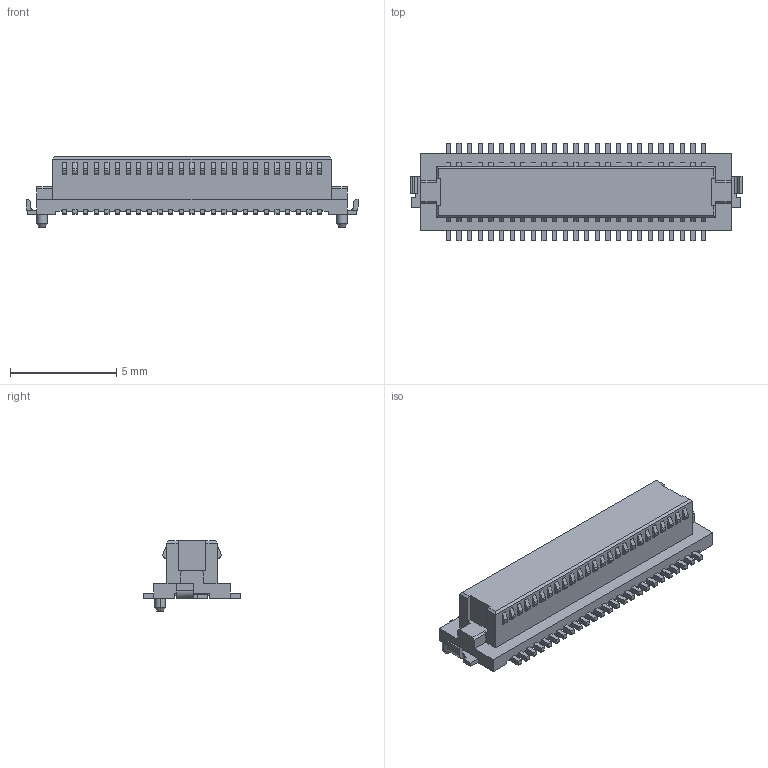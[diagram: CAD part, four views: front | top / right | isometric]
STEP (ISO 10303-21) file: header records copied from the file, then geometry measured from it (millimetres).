
FILE_DESCRIPTION(('CoCreate Modeling STEP Export'),'2;1');
FILE_NAME('DF12-50DS-0.5V.stp','2014-03-27T13:29:27',(''),(''),'CoCreate Modeling STEP processor for AP214 (Solid Model)','CoCreate Modeling 17.0 01-Apr-2010 (C) Parametric Technology GmbH','');
FILE_SCHEMA(('AUTOMOTIVE_DESIGN { 1 0 10303 214 1 1 1 1 }'));
Length unit declared in the file: millimetre
Products named in the file (1): DF12-50DS-0.5V
Bounding box: 15.6 x 4.6 x 3.3 mm (x, y, z)
Volume: 95.6 mm3; surface area: 253 mm2
Topology: 1 solids, 1 shells, 1266 faces, 3554 edges, 2342 vertices
Faces by surface type: plane 1050, cylinder 212, cone 4
Entity records: 39458 total; most frequent: ORIENTED_EDGE 7108, CARTESIAN_POINT 7003, DIRECTION 6202, EDGE_CURVE 3554, VECTOR 3120, LINE 3120, VERTEX_POINT 2342, AXIS2_PLACEMENT_3D 1541
